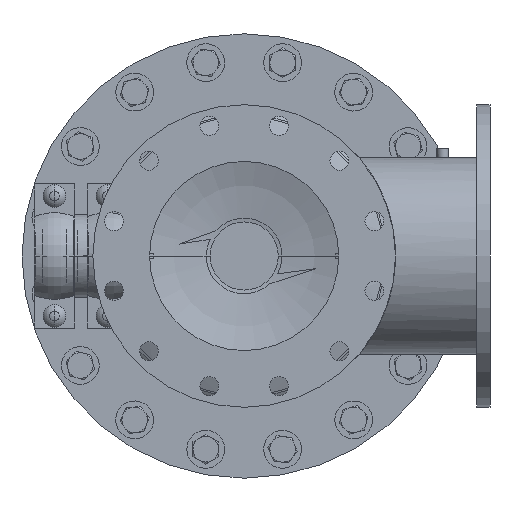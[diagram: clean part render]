
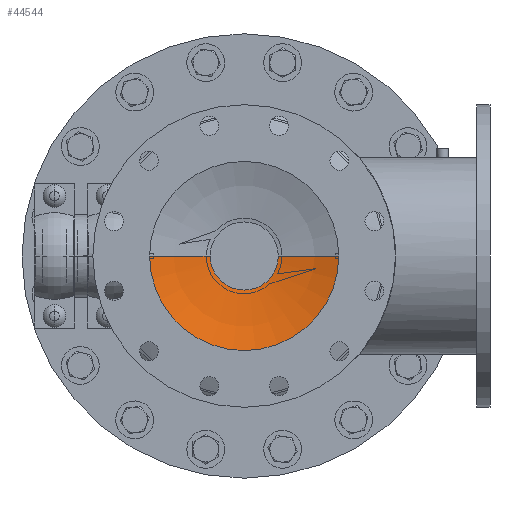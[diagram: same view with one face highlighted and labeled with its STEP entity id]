
A CAD part, front view. The second image highlights one B-rep face of the part: STEP entity #44544.
In plain terms, the highlighted toroidal (fillet/blend) face has major radius 0 mm and minor radius 401.4 mm.
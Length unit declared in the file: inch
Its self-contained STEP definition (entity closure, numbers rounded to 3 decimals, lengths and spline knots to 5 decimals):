
#2733 = CARTESIAN_POINT ( 'NONE',  ( 1.80315, 52.69523, 0. ) ) ;
#2735 = DIRECTION ( 'NONE',  ( 0., 0., 1. ) ) ;
#2830 = DIRECTION ( 'NONE',  ( 0., -1., 0. ) ) ;
#5434 = DIRECTION ( 'NONE',  ( 0., 0., -1. ) ) ;
#6945 = VERTEX_POINT ( 'NONE', #2733 ) ;
#7284 = EDGE_CURVE ( 'NONE', #40434, #6945, #45083, .T. ) ;
#10113 = DIRECTION ( 'NONE',  ( 1., 0., 0. ) ) ;
#12381 = CIRCLE ( 'NONE', #43572, 15.80315 ) ;
#13168 = ORIENTED_EDGE ( 'NONE', *, *, #7284, .F. ) ;
#14339 = CARTESIAN_POINT ( 'NONE',  ( 0., 36.99529, 0. ) ) ;
#15151 = CIRCLE ( 'NONE', #24052, 15.80315 ) ;
#21399 = EDGE_LOOP ( 'NONE', ( #13168, #29575, #37764, #48408 ) ) ;
#23931 = CARTESIAN_POINT ( 'NONE',  ( 0., 36.99529, 0. ) ) ;
#24052 = AXIS2_PLACEMENT_3D ( 'NONE', #23931, #5434, #31589 ) ;
#26940 = EDGE_CURVE ( 'NONE', #41394, #29106, #47615, .T. ) ;
#27438 = DIRECTION ( 'NONE',  ( 0., -1., 0. ) ) ;
#27986 = AXIS2_PLACEMENT_3D ( 'NONE', #39837, #47465, #28580 ) ;
#28361 = AXIS2_PLACEMENT_3D ( 'NONE', #29139, #2830, #10113 ) ;
#28580 = DIRECTION ( 'NONE',  ( 1., 0., 0. ) ) ;
#29106 = VERTEX_POINT ( 'NONE', #36246 ) ;
#29139 = CARTESIAN_POINT ( 'NONE',  ( 0., 52.69523, 0. ) ) ;
#29204 = DIRECTION ( 'NONE',  ( 1., 0., 0. ) ) ;
#29575 = ORIENTED_EDGE ( 'NONE', *, *, #38655, .T. ) ;
#31589 = DIRECTION ( 'NONE',  ( -1., 0., 0. ) ) ;
#32929 = FACE_OUTER_BOUND ( 'NONE', #21399, .T. ) ;
#34562 = CARTESIAN_POINT ( 'NONE',  ( 0., 36.99529, 0. ) ) ;
#36246 = CARTESIAN_POINT ( 'NONE',  ( 7.38598, 50.96622, 0. ) ) ;
#37764 = ORIENTED_EDGE ( 'NONE', *, *, #26940, .T. ) ;
#38220 = DIRECTION ( 'NONE',  ( 1., 0., 0. ) ) ;
#38655 = EDGE_CURVE ( 'NONE', #40434, #41394, #12381, .T. ) ;
#38744 = CARTESIAN_POINT ( 'NONE',  ( -7.38598, 50.96622, 0. ) ) ;
#39837 = CARTESIAN_POINT ( 'NONE',  ( 0., 50.96622, 0. ) ) ;
#39968 = AXIS2_PLACEMENT_3D ( 'NONE', #34562, #27438, #38220 ) ;
#40434 = VERTEX_POINT ( 'NONE', #42940 ) ;
#41394 = VERTEX_POINT ( 'NONE', #38744 ) ;
#42940 = CARTESIAN_POINT ( 'NONE',  ( -1.80315, 52.69523, 0. ) ) ;
#42958 = TOROIDAL_SURFACE ( 'NONE', #39968, 0., 15.80315 ) ;
#43029 = EDGE_CURVE ( 'NONE', #6945, #29106, #15151, .T. ) ;
#43572 = AXIS2_PLACEMENT_3D ( 'NONE', #14339, #2735, #29204 ) ;
#44544 = ADVANCED_FACE ( 'NONE', ( #32929 ), #42958, .F. ) ;
#45083 = CIRCLE ( 'NONE', #28361, 1.80315 ) ;
#47465 = DIRECTION ( 'NONE',  ( 0., -1., 0. ) ) ;
#47615 = CIRCLE ( 'NONE', #27986, 7.38598 ) ;
#48408 = ORIENTED_EDGE ( 'NONE', *, *, #43029, .F. ) ;
